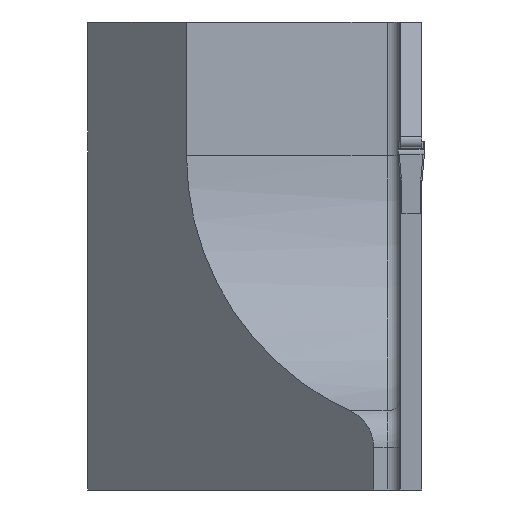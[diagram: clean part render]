
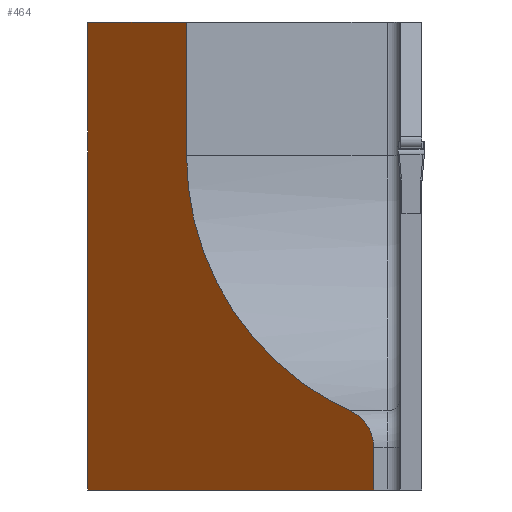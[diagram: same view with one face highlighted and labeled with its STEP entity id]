
A CAD part, left-side view. The second image highlights one B-rep face of the part: STEP entity #464.
In plain terms, the highlighted planar face has unit normal (-0.707, 0.707, 0).
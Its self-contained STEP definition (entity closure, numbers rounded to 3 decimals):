
#427=ELLIPSE('',#1394,4.243,3.);
#428=ELLIPSE('',#1399,29.698,21.);
#464=ADVANCED_FACE('',(#550),#510,.T.);
#510=PLANE('',#1411);
#550=FACE_OUTER_BOUND('',#602,.T.);
#602=EDGE_LOOP('',(#739,#740,#741,#742,#743,#744,#745));
#739=ORIENTED_EDGE('',*,*,#1067,.T.);
#740=ORIENTED_EDGE('',*,*,#1031,.T.);
#741=ORIENTED_EDGE('',*,*,#1072,.F.);
#742=ORIENTED_EDGE('',*,*,#1069,.F.);
#743=ORIENTED_EDGE('',*,*,#1077,.F.);
#744=ORIENTED_EDGE('',*,*,#1074,.F.);
#745=ORIENTED_EDGE('',*,*,#1040,.F.);
#938=VERTEX_POINT('',#1759);
#939=VERTEX_POINT('',#1761);
#947=VERTEX_POINT('',#1778);
#948=VERTEX_POINT('',#1780);
#969=VERTEX_POINT('',#1833);
#971=VERTEX_POINT('',#1836);
#973=VERTEX_POINT('',#1845);
#1031=EDGE_CURVE('',#939,#938,#1171,.T.);
#1040=EDGE_CURVE('',#947,#948,#1180,.T.);
#1067=EDGE_CURVE('',#947,#939,#1200,.T.);
#1069=EDGE_CURVE('',#969,#971,#427,.T.);
#1072=EDGE_CURVE('',#971,#938,#1203,.T.);
#1074=EDGE_CURVE('',#948,#973,#1205,.T.);
#1077=EDGE_CURVE('',#973,#969,#428,.T.);
#1171=LINE('',#1760,#1277);
#1180=LINE('',#1779,#1286);
#1200=LINE('',#1830,#1306);
#1203=LINE('',#1841,#1309);
#1205=LINE('',#1844,#1311);
#1277=VECTOR('',#1475,1.);
#1286=VECTOR('',#1486,1.);
#1306=VECTOR('',#1526,1.);
#1309=VECTOR('',#1537,1.);
#1311=VECTOR('',#1541,1.);
#1394=AXIS2_PLACEMENT_3D('',#1835,#1530,#1531);
#1399=AXIS2_PLACEMENT_3D('',#1850,#1546,#1547);
#1411=AXIS2_PLACEMENT_3D('',#1864,#1572,#1573);
#1475=DIRECTION('',(-0.707,-0.707,0.));
#1486=DIRECTION('',(-0.707,-0.707,0.));
#1526=DIRECTION('',(0.,0.,-1.));
#1530=DIRECTION('',(0.707,-0.707,0.));
#1531=DIRECTION('',(-0.707,-0.707,0.));
#1537=DIRECTION('',(0.,0.,-1.));
#1541=DIRECTION('',(0.,0.,-1.));
#1546=DIRECTION('',(-0.707,0.707,0.));
#1547=DIRECTION('',(-0.707,-0.707,0.));
#1572=DIRECTION('',(-0.707,0.707,0.));
#1573=DIRECTION('',(-0.707,-0.707,0.));
#1759=CARTESIAN_POINT('',(7.,3.6,-25.));
#1760=CARTESIAN_POINT('',(14.2,10.8,-25.));
#1761=CARTESIAN_POINT('',(28.4,25.,-25.));
#1778=CARTESIAN_POINT('',(28.4,25.,10.));
#1779=CARTESIAN_POINT('',(1.7,-1.7,10.));
#1780=CARTESIAN_POINT('',(21.,17.6,10.));
#1830=CARTESIAN_POINT('',(28.4,25.,310.163));
#1833=CARTESIAN_POINT('',(8.75,5.35,-19.09));
#1835=CARTESIAN_POINT('',(10.,6.6,-21.817));
#1836=CARTESIAN_POINT('',(7.,3.6,-21.817));
#1841=CARTESIAN_POINT('',(7.,3.6,310.163));
#1844=CARTESIAN_POINT('',(21.,17.6,0.));
#1845=CARTESIAN_POINT('',(21.,17.6,0.));
#1850=CARTESIAN_POINT('',(0.,-3.4,0.));
#1864=CARTESIAN_POINT('',(7.,3.6,310.163));
